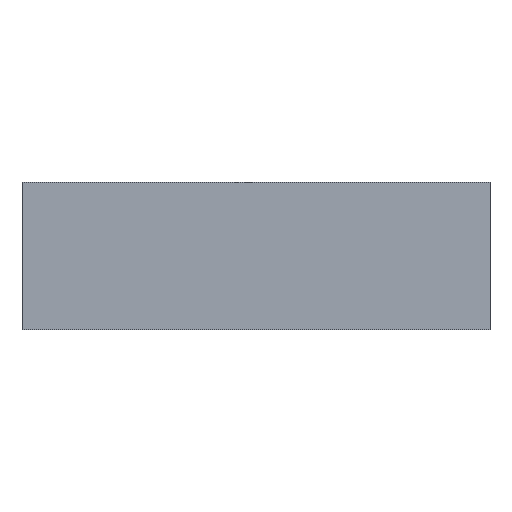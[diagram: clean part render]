
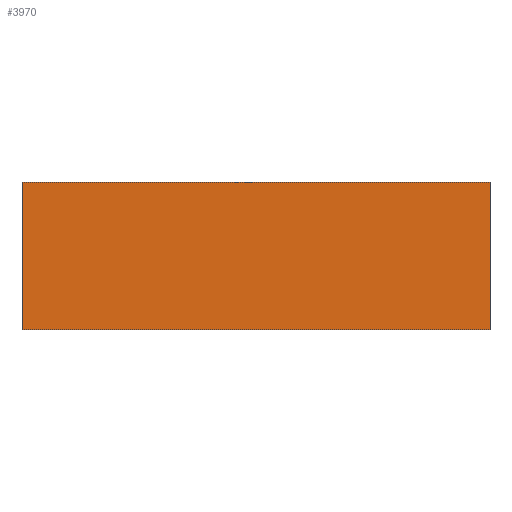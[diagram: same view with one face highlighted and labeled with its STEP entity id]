
A CAD part, front view. The second image highlights one B-rep face of the part: STEP entity #3970.
In plain terms, the highlighted face is planar.
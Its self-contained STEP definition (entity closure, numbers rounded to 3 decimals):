
#1560=CARTESIAN_POINT('',(0.043,-12.222,14.071));
#1570=VERTEX_POINT('',#1560);
#1600=CARTESIAN_POINT('',(0.043,-12.222,14.071));
#1610=DIRECTION('',(0.,0.,-1.));
#1620=VECTOR('',#1610,1.);
#1630=LINE('',#1600,#1620);
#1640=CARTESIAN_POINT('',(0.043,-12.222,12.171));
#1650=VERTEX_POINT('',#1640);
#1660=EDGE_CURVE('',#1570,#1650,#1630,.T.);
#1930=CARTESIAN_POINT('',(0.043,-11.622,12.171));
#1940=VERTEX_POINT('',#1930);
#1990=CARTESIAN_POINT('',(0.043,-11.622,14.071));
#2000=DIRECTION('',(0.,0.,-1.));
#2010=VECTOR('',#2000,1.);
#2020=LINE('',#1990,#2010);
#2030=CARTESIAN_POINT('',(0.043,-11.622,14.071));
#2040=VERTEX_POINT('',#2030);
#2050=EDGE_CURVE('',#2040,#1940,#2020,.T.);
#3640=CARTESIAN_POINT('',(0.043,-12.222,14.071));
#3650=DIRECTION('',(0.,1.,0.));
#3660=VECTOR('',#3650,1.);
#3670=LINE('',#3640,#3660);
#3680=EDGE_CURVE('',#1570,#2040,#3670,.T.);
#3810=CARTESIAN_POINT('',(0.043,-12.222,12.171));
#3820=DIRECTION('',(1.,0.,-0.));
#3830=DIRECTION('',(0.,0.,1.));
#3840=AXIS2_PLACEMENT_3D('',#3810,#3820,#3830);
#3850=PLANE('',#3840);
#3860=ORIENTED_EDGE('',*,*,#3680,.F.);
#3870=ORIENTED_EDGE('',*,*,#2050,.F.);
#3880=CARTESIAN_POINT('',(0.043,-12.222,12.171));
#3890=DIRECTION('',(0.,1.,0.));
#3900=VECTOR('',#3890,1.);
#3910=LINE('',#3880,#3900);
#3920=EDGE_CURVE('',#1650,#1940,#3910,.T.);
#3930=ORIENTED_EDGE('',*,*,#3920,.T.);
#3940=ORIENTED_EDGE('',*,*,#1660,.T.);
#3950=EDGE_LOOP('',(#3940,#3930,#3870,#3860));
#3960=FACE_OUTER_BOUND('',#3950,.T.);
#3970=ADVANCED_FACE('',(#3960),#3850,.T.);
